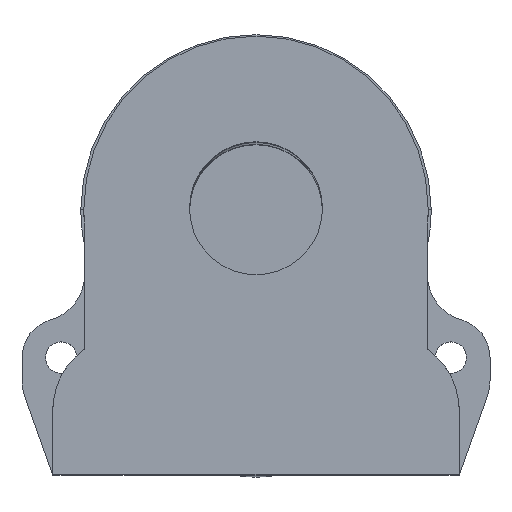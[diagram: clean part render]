
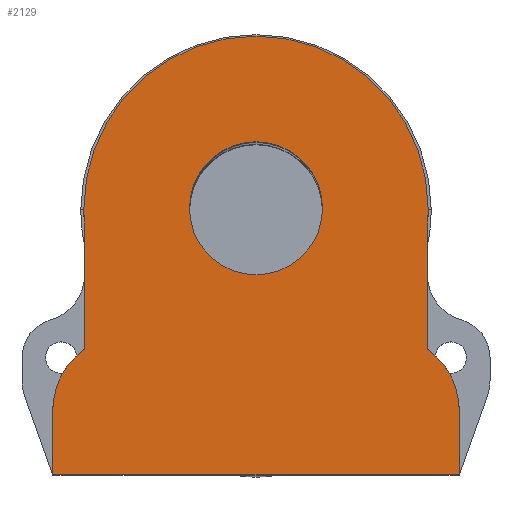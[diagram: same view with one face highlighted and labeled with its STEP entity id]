
A CAD part, top view. The second image highlights one B-rep face of the part: STEP entity #2129.
In plain terms, the highlighted planar face has unit normal (0, 0, 1).
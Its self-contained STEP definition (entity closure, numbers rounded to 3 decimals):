
#40 = AXIS2_PLACEMENT_3D ( 'NONE', #1280, #1507, #2981 ) ;
#51 = AXIS2_PLACEMENT_3D ( 'NONE', #423, #2182, #681 ) ;
#72 = DIRECTION ( 'NONE',  ( 0., 1., 0. ) ) ;
#95 = CARTESIAN_POINT ( 'NONE',  ( -13., 0., 78.5 ) ) ;
#108 = EDGE_CURVE ( 'NONE', #950, #2381, #1434, .T. ) ;
#202 = VECTOR ( 'NONE', #2536, 1000. ) ;
#203 = VECTOR ( 'NONE', #531, 1000. ) ;
#206 = DIRECTION ( 'NONE',  ( 1., 0., 0. ) ) ;
#255 = DIRECTION ( 'NONE',  ( 1., 0., 0. ) ) ;
#282 = LINE ( 'NONE', #2036, #203 ) ;
#288 = EDGE_CURVE ( 'NONE', #950, #1837, #1585, .T. ) ;
#392 = EDGE_CURVE ( 'NONE', #1098, #430, #3077, .T. ) ;
#423 = CARTESIAN_POINT ( 'NONE',  ( 0., 0., 78.5 ) ) ;
#427 = VERTEX_POINT ( 'NONE', #1694 ) ;
#430 = VERTEX_POINT ( 'NONE', #2424 ) ;
#447 = CARTESIAN_POINT ( 'NONE',  ( -11., 0., 78.5 ) ) ;
#450 = ORIENTED_EDGE ( 'NONE', *, *, #108, .T. ) ;
#476 = VECTOR ( 'NONE', #3127, 1000. ) ;
#478 = ORIENTED_EDGE ( 'NONE', *, *, #2379, .T. ) ;
#531 = DIRECTION ( 'NONE',  ( 0., 1., 0. ) ) ;
#536 = ORIENTED_EDGE ( 'NONE', *, *, #641, .F. ) ;
#550 = VECTOR ( 'NONE', #2970, 1000. ) ;
#577 = CARTESIAN_POINT ( 'NONE',  ( -10.954, 0., 78.5 ) ) ;
#601 = ORIENTED_EDGE ( 'NONE', *, *, #2962, .T. ) ;
#605 = EDGE_LOOP ( 'NONE', ( #2051, #807, #1026, #1373, #478, #2093, #2744, #450, #601, #2545 ) ) ;
#623 = EDGE_CURVE ( 'NONE', #430, #1440, #1888, .T. ) ;
#641 = EDGE_CURVE ( 'NONE', #3049, #1750, #2085, .T. ) ;
#667 = CARTESIAN_POINT ( 'NONE',  ( 10.954, -1.009, 78.5 ) ) ;
#681 = DIRECTION ( 'NONE',  ( 1., 0., 0. ) ) ;
#733 = CARTESIAN_POINT ( 'NONE',  ( 0., -17., 78.5 ) ) ;
#794 = CARTESIAN_POINT ( 'NONE',  ( 11., 0., 78.5 ) ) ;
#807 = ORIENTED_EDGE ( 'NONE', *, *, #3156, .T. ) ;
#890 = CARTESIAN_POINT ( 'NONE',  ( -10.954, -1.009, 78.5 ) ) ;
#932 = DIRECTION ( 'NONE',  ( 1., 0., 0. ) ) ;
#947 = VERTEX_POINT ( 'NONE', #890 ) ;
#950 = VERTEX_POINT ( 'NONE', #667 ) ;
#968 = CARTESIAN_POINT ( 'NONE',  ( 12.914, -10.406, 78.5 ) ) ;
#982 = CARTESIAN_POINT ( 'NONE',  ( 4.25, 0., 78.5 ) ) ;
#985 = CIRCLE ( 'NONE', #2280, 4.25 ) ;
#1010 = DIRECTION ( 'NONE',  ( 0., 0., 1. ) ) ;
#1024 = CARTESIAN_POINT ( 'NONE',  ( 0., 0., 78.5 ) ) ;
#1026 = ORIENTED_EDGE ( 'NONE', *, *, #392, .T. ) ;
#1075 = CARTESIAN_POINT ( 'NONE',  ( 13., -17., 78.5 ) ) ;
#1098 = VERTEX_POINT ( 'NONE', #1953 ) ;
#1102 = VERTEX_POINT ( 'NONE', #447 ) ;
#1120 = EDGE_CURVE ( 'NONE', #1750, #3049, #985, .T. ) ;
#1158 = EDGE_CURVE ( 'NONE', #427, #1837, #2341, .T. ) ;
#1162 = CIRCLE ( 'NONE', #2835, 11. ) ;
#1239 = CARTESIAN_POINT ( 'NONE',  ( -4.25, 0., 78.5 ) ) ;
#1271 = DIRECTION ( 'NONE',  ( 1., 0., 0. ) ) ;
#1280 = CARTESIAN_POINT ( 'NONE',  ( 0., 0., 78.5 ) ) ;
#1343 = ORIENTED_EDGE ( 'NONE', *, *, #1120, .F. ) ;
#1373 = ORIENTED_EDGE ( 'NONE', *, *, #623, .T. ) ;
#1398 = AXIS2_PLACEMENT_3D ( 'NONE', #1514, #1490, #255 ) ;
#1434 = CIRCLE ( 'NONE', #40, 11. ) ;
#1436 = B_SPLINE_CURVE_WITH_KNOTS ( 'NONE', 2,
 ( #1800, #2029, #2986 ),
 .UNSPECIFIED., .F., .F.,
 ( 3, 3 ),
 ( 0., 1. ),
 .UNSPECIFIED. ) ;
#1440 = VERTEX_POINT ( 'NONE', #1075 ) ;
#1459 = CARTESIAN_POINT ( 'NONE',  ( 13., -13., 78.5 ) ) ;
#1472 = EDGE_LOOP ( 'NONE', ( #536, #1343 ) ) ;
#1474 = DIRECTION ( 'NONE',  ( 0., 0., 1. ) ) ;
#1490 = DIRECTION ( 'NONE',  ( 0., 0., 1. ) ) ;
#1507 = DIRECTION ( 'NONE',  ( 0., 0., 1. ) ) ;
#1514 = CARTESIAN_POINT ( 'NONE',  ( 0., 0., 78.5 ) ) ;
#1585 = LINE ( 'NONE', #2064, #202 ) ;
#1629 = VECTOR ( 'NONE', #72, 1000. ) ;
#1694 = CARTESIAN_POINT ( 'NONE',  ( 13., -13., 78.5 ) ) ;
#1719 = DIRECTION ( 'NONE',  ( 0., 0., 1. ) ) ;
#1741 = LINE ( 'NONE', #577, #1629 ) ;
#1750 = VERTEX_POINT ( 'NONE', #1239 ) ;
#1800 = CARTESIAN_POINT ( 'NONE',  ( -10.954, -9., 78.5 ) ) ;
#1837 = VERTEX_POINT ( 'NONE', #2723 ) ;
#1888 = LINE ( 'NONE', #733, #550 ) ;
#1953 = CARTESIAN_POINT ( 'NONE',  ( -13., -13., 78.5 ) ) ;
#1976 = CIRCLE ( 'NONE', #51, 11. ) ;
#2029 = CARTESIAN_POINT ( 'NONE',  ( -12.914, -10.406, 78.5 ) ) ;
#2036 = CARTESIAN_POINT ( 'NONE',  ( 13., 0., 78.5 ) ) ;
#2051 = ORIENTED_EDGE ( 'NONE', *, *, #2483, .F. ) ;
#2064 = CARTESIAN_POINT ( 'NONE',  ( 10.954, 0., 78.5 ) ) ;
#2085 = CIRCLE ( 'NONE', #1398, 4.25 ) ;
#2093 = ORIENTED_EDGE ( 'NONE', *, *, #1158, .T. ) ;
#2129 = ADVANCED_FACE ( 'NONE', ( #3022, #2490 ), #2163, .T. ) ;
#2163 = PLANE ( 'NONE',  #2309 ) ;
#2182 = DIRECTION ( 'NONE',  ( 0., 0., 1. ) ) ;
#2280 = AXIS2_PLACEMENT_3D ( 'NONE', #2698, #1719, #932 ) ;
#2309 = AXIS2_PLACEMENT_3D ( 'NONE', #2895, #1474, #206 ) ;
#2341 = B_SPLINE_CURVE_WITH_KNOTS ( 'NONE', 2,
 ( #1459, #968, #2684 ),
 .UNSPECIFIED., .F., .F.,
 ( 3, 3 ),
 ( 0., 1. ),
 .UNSPECIFIED. ) ;
#2376 = CARTESIAN_POINT ( 'NONE',  ( -10.954, -9., 78.5 ) ) ;
#2379 = EDGE_CURVE ( 'NONE', #1440, #427, #282, .T. ) ;
#2381 = VERTEX_POINT ( 'NONE', #794 ) ;
#2424 = CARTESIAN_POINT ( 'NONE',  ( -13., -17., 78.5 ) ) ;
#2483 = EDGE_CURVE ( 'NONE', #3181, #947, #1741, .T. ) ;
#2490 = FACE_OUTER_BOUND ( 'NONE', #605, .T. ) ;
#2536 = DIRECTION ( 'NONE',  ( 0., -1., 0. ) ) ;
#2545 = ORIENTED_EDGE ( 'NONE', *, *, #3116, .T. ) ;
#2684 = CARTESIAN_POINT ( 'NONE',  ( 10.954, -9., 78.5 ) ) ;
#2698 = CARTESIAN_POINT ( 'NONE',  ( 0., 0., 78.5 ) ) ;
#2723 = CARTESIAN_POINT ( 'NONE',  ( 10.954, -9., 78.5 ) ) ;
#2744 = ORIENTED_EDGE ( 'NONE', *, *, #288, .F. ) ;
#2835 = AXIS2_PLACEMENT_3D ( 'NONE', #1024, #1010, #1271 ) ;
#2895 = CARTESIAN_POINT ( 'NONE',  ( 0., 0., 78.5 ) ) ;
#2962 = EDGE_CURVE ( 'NONE', #2381, #1102, #1976, .T. ) ;
#2970 = DIRECTION ( 'NONE',  ( 1., 0., 0. ) ) ;
#2981 = DIRECTION ( 'NONE',  ( 1., 0., 0. ) ) ;
#2986 = CARTESIAN_POINT ( 'NONE',  ( -13., -13., 78.5 ) ) ;
#3022 = FACE_BOUND ( 'NONE', #1472, .T. ) ;
#3049 = VERTEX_POINT ( 'NONE', #982 ) ;
#3077 = LINE ( 'NONE', #95, #476 ) ;
#3116 = EDGE_CURVE ( 'NONE', #1102, #947, #1162, .T. ) ;
#3127 = DIRECTION ( 'NONE',  ( 0., -1., 0. ) ) ;
#3156 = EDGE_CURVE ( 'NONE', #3181, #1098, #1436, .T. ) ;
#3181 = VERTEX_POINT ( 'NONE', #2376 ) ;
